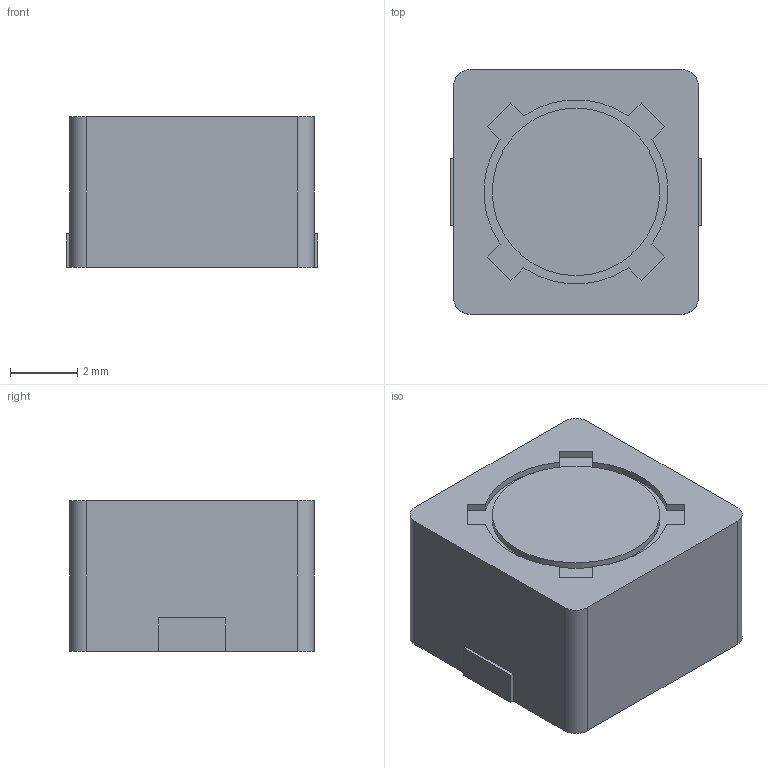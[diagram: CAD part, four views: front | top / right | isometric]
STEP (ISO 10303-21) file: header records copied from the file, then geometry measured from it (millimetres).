
FILE_DESCRIPTION( ( 'Unknown' ), '1' );
FILE_NAME( 'L_7.3x7.3_H4.5.step', 'Unknown', ( 'Unknown' ), ( 'Unknown' ), 'PSStep 15.0.49', 'Unknown', ' ' );
FILE_SCHEMA( ( 'AUTOMOTIVE_DESIGN { 1 0 10303 214 1 1 1 1 }' ) );
Length unit declared in the file: millimetre
Products named in the file (1): 1
Bounding box: 7.5 x 7.3 x 4.5 mm (x, y, z)
Volume: 238 mm3; surface area: 242.4 mm2
Topology: 1 solids, 1 shells, 37 faces, 99 edges, 66 vertices
Faces by surface type: plane 28, cylinder 9
Full cylindrical faces by diameter (mm): 5 x1
Entity records: 1458 total; most frequent: CARTESIAN_POINT 202, ORIENTED_EDGE 196, DIRECTION 192, EDGE_CURVE 98, LINE 80, VECTOR 80, VERTEX_POINT 66, AXIS2_PLACEMENT_3D 56
